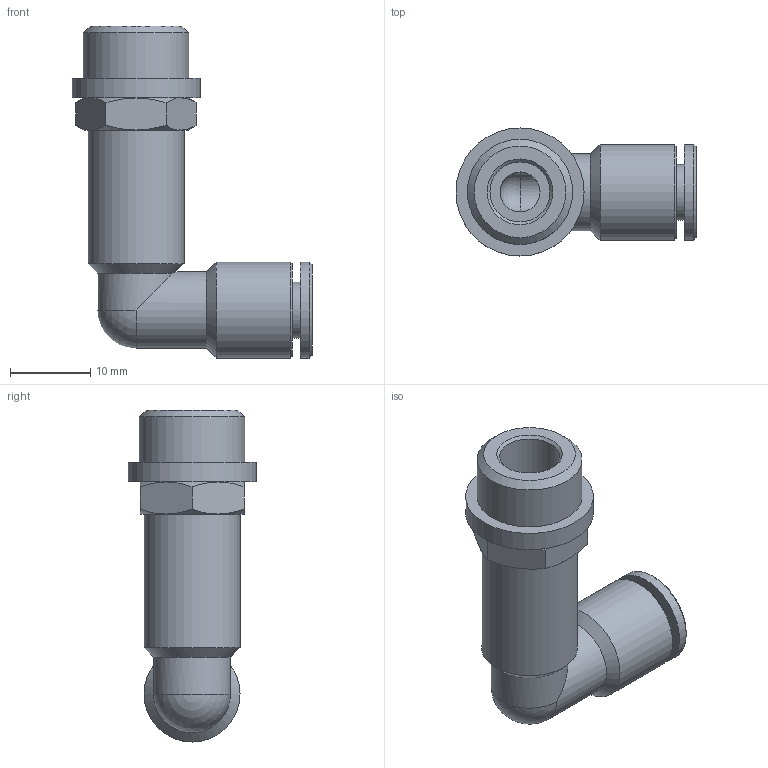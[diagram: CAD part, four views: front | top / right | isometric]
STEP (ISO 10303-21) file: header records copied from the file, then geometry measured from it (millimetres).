
FILE_DESCRIPTION(/* description */ ('STEP AP214'),/* implementation_level */ '2;1');
FILE_NAME(/* name */ '578266_NPQH-LL-G14-Q6-P10',/* time_stamp */ '2024-09-13T05:22:03+02:00',/* author */ ('License CC BY-ND 4.0'),/* organization */ ('CADENAS'),/* preprocessor_version */ 'ST-DEVELOPER v19.3',/* originating_system */ 'PARTsolutions',/* authorisation */ ' ');
FILE_SCHEMA (('AUTOMOTIVE_DESIGN {1 0 10303 214 3 1 1}'));
Length unit declared in the file: millimetre
Products named in the file (1): 578266 NPQH-LL-G14-Q6-P10
Bounding box: 30 x 16 x 41.5 mm (x, y, z)
Volume: 4829.5 mm3; surface area: 3627.7 mm2
Topology: 1 solids, 1 shells, 48 faces, 102 edges, 60 vertices
Faces by surface type: cone 20, plane 14, cylinder 12, sphere 2
Full cylindrical faces by diameter (mm): 5 x2, 6 x1, 7 x1, 7.518 x1, 9.6 x1, 12 x3, 13.157 x1, 16 x1
Entity records: 1179 total; most frequent: CARTESIAN_POINT 254, DIRECTION 192, ORIENTED_EDGE 150, AXIS2_PLACEMENT_3D 93, EDGE_CURVE 75, EDGE_LOOP 75, FACE_BOUND 75, VERTEX_POINT 54
